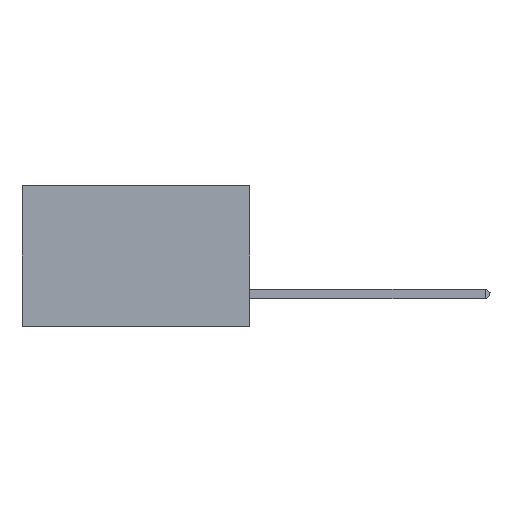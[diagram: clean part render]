
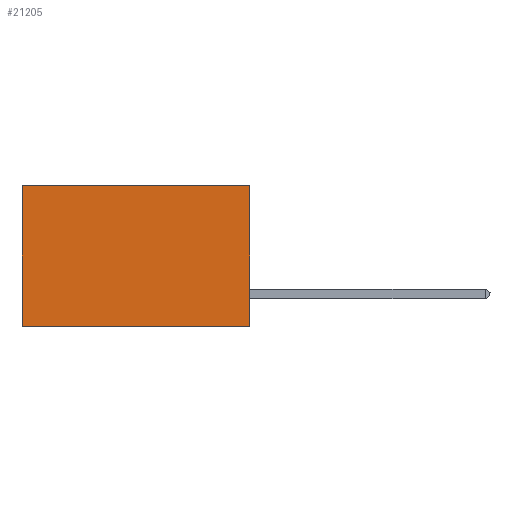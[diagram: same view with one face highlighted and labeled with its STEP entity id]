
A CAD part, left-side view. The second image highlights one B-rep face of the part: STEP entity #21205.
In plain terms, the highlighted planar face has unit normal (-1, 0, 0).
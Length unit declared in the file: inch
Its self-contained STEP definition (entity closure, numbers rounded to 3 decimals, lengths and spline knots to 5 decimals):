
#225 = CARTESIAN_POINT ( 'NONE',  ( 0.2875, 0., 0. ) ) ;
#2708 = FACE_OUTER_BOUND ( 'NONE', #15648, .T. ) ;
#3315 = ORIENTED_EDGE ( 'NONE', *, *, #9065, .F. ) ;
#4302 = VECTOR ( 'NONE', #21968, 39.37008 ) ;
#5759 = EDGE_CURVE ( 'NONE', #33028, #30876, #23655, .T. ) ;
#6076 = VERTEX_POINT ( 'NONE', #28962 ) ;
#6337 = CARTESIAN_POINT ( 'NONE',  ( 0.2875, 0.6, 0. ) ) ;
#6834 = CARTESIAN_POINT ( 'NONE',  ( 0.2875, 0., 0. ) ) ;
#6898 = EDGE_CURVE ( 'NONE', #6076, #27245, #29212, .T. ) ;
#9065 = EDGE_CURVE ( 'NONE', #33028, #6076, #14795, .T. ) ;
#9565 = DIRECTION ( 'NONE',  ( 1., 0., 0. ) ) ;
#10756 = LINE ( 'NONE', #6337, #30921 ) ;
#11204 = CARTESIAN_POINT ( 'NONE',  ( 0.2875, 0., -0.37 ) ) ;
#11279 = CARTESIAN_POINT ( 'NONE',  ( 0.2875, 0., 0. ) ) ;
#11424 = DIRECTION ( 'NONE',  ( 0., 1., 0. ) ) ;
#12602 = EDGE_CURVE ( 'NONE', #30876, #27245, #10756, .T. ) ;
#14795 = LINE ( 'NONE', #225, #18298 ) ;
#15069 = DIRECTION ( 'NONE',  ( 0., 0., -1. ) ) ;
#15648 = EDGE_LOOP ( 'NONE', ( #29272, #23343, #3315, #34737 ) ) ;
#17534 = CARTESIAN_POINT ( 'NONE',  ( 0.2875, 0.6, -0.37 ) ) ;
#18298 = VECTOR ( 'NONE', #19692, 39.37008 ) ;
#19692 = DIRECTION ( 'NONE',  ( 0., 0., -1. ) ) ;
#20445 = CARTESIAN_POINT ( 'NONE',  ( 0.2875, 0., 0. ) ) ;
#21205 = ADVANCED_FACE ( 'NONE', ( #2708 ), #28649, .F. ) ;
#21924 = VECTOR ( 'NONE', #11424, 39.37008 ) ;
#21968 = DIRECTION ( 'NONE',  ( 0., 1., 0. ) ) ;
#22666 = DIRECTION ( 'NONE',  ( 0., 0., -1. ) ) ;
#23343 = ORIENTED_EDGE ( 'NONE', *, *, #6898, .F. ) ;
#23655 = LINE ( 'NONE', #11279, #4302 ) ;
#24251 = AXIS2_PLACEMENT_3D ( 'NONE', #6834, #9565, #15069 ) ;
#26907 = CARTESIAN_POINT ( 'NONE',  ( 0.2875, 0.6, 0. ) ) ;
#27245 = VERTEX_POINT ( 'NONE', #17534 ) ;
#28649 = PLANE ( 'NONE',  #24251 ) ;
#28962 = CARTESIAN_POINT ( 'NONE',  ( 0.2875, 0., -0.37 ) ) ;
#29212 = LINE ( 'NONE', #11204, #21924 ) ;
#29272 = ORIENTED_EDGE ( 'NONE', *, *, #12602, .T. ) ;
#30876 = VERTEX_POINT ( 'NONE', #26907 ) ;
#30921 = VECTOR ( 'NONE', #22666, 39.37008 ) ;
#33028 = VERTEX_POINT ( 'NONE', #20445 ) ;
#34737 = ORIENTED_EDGE ( 'NONE', *, *, #5759, .T. ) ;
